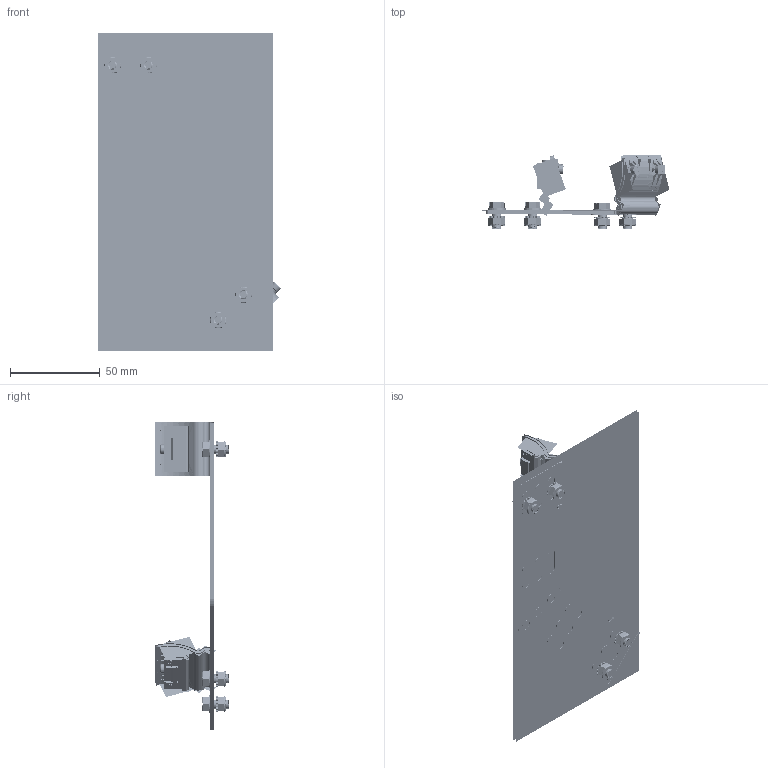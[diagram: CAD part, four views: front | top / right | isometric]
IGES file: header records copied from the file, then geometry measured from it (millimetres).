
Start section:  PTC IGES file: 147232.igs
Global section: file name: 147232.igs; native system: Creo Parametric by PTC Inc.; preprocessor: 2018300; author: pdmadmin; organization: Unknown; date: 20190404.104038; units: millimetre
Bounding box: 104.24 x 41.55 x 177.04 mm (x, y, z)
Volume: 20218.5 mm3; surface area: 275765.4 mm2
Topology: 27 solids, 37 shells, 3136 faces, 18350 edges, 24686 vertices
Faces by surface type: revolution 1632, bspline 1504
